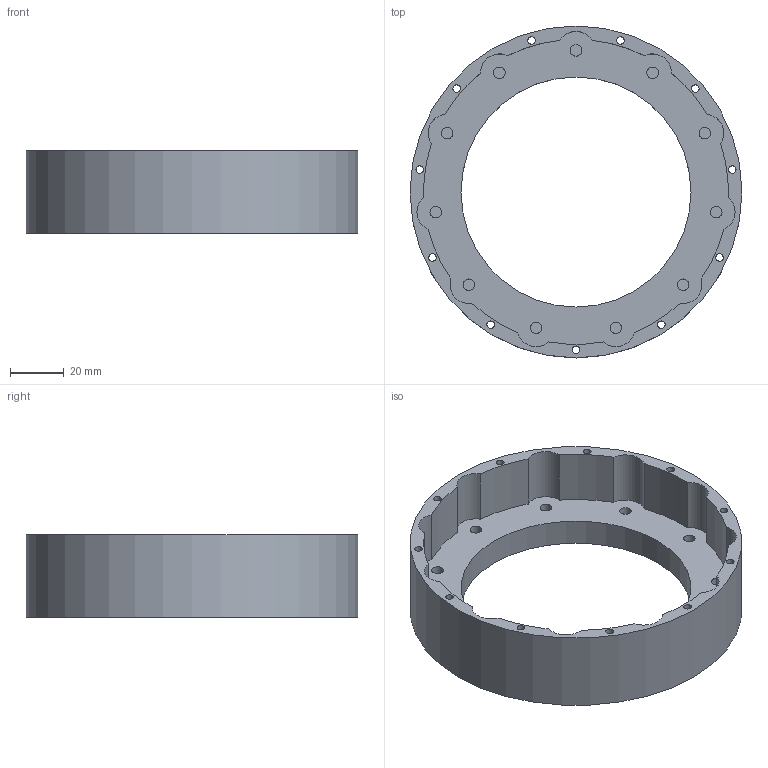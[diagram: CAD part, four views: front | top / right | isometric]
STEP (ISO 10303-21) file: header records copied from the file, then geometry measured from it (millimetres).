
FILE_DESCRIPTION(/* description */ (''),/* implementation_level */ '2;1');
FILE_NAME(/* name */ 'Modifed Gearbox Housing_v1.step',/* time_stamp */ '2023-12-13T12:05:14-06:00',/* author */ (''),/* organization */ (''),/* preprocessor_version */ 'ST-DEVELOPER v20',/* originating_system */ 'Autodesk Translation Framework v12.14.0.127',/* authorisation */ '');
FILE_SCHEMA (('AUTOMOTIVE_DESIGN { 1 0 10303 214 3 1 1 }'));
Length unit declared in the file: millimetre
Products named in the file (1): Modifed Gearbox Housing
Bounding box: 123 x 123 x 30.5 mm (x, y, z)
Volume: 91315.7 mm3; surface area: 38019.7 mm2
Topology: 1 solids, 1 shells, 60 faces, 138 edges, 92 vertices
Faces by surface type: cylinder 46, plane 14
Full cylindrical faces by diameter (mm): 2.8 x11, 4.3 x11, 85.25 x1, 123 x1
Entity records: 1842 total; most frequent: DIRECTION 352, CARTESIAN_POINT 291, ORIENTED_EDGE 276, AXIS2_PLACEMENT_3D 153, EDGE_CURVE 138, EDGE_LOOP 96, CIRCLE 92, VERTEX_POINT 92
